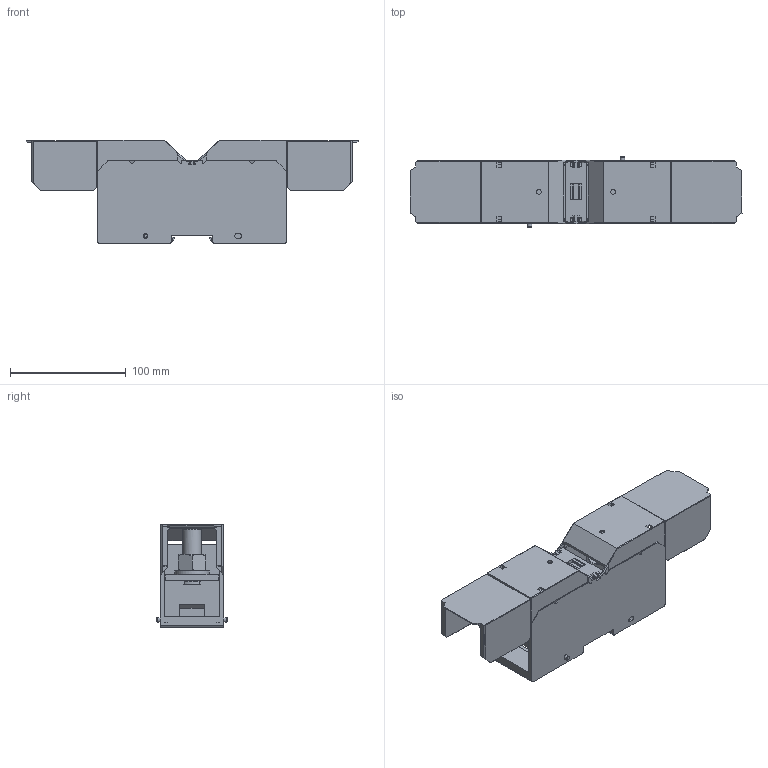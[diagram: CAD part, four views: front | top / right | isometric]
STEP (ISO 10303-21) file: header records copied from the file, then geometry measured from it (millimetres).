
FILE_DESCRIPTION(/* description */ ('Unknown'),/* implementation_level */ '2;1');
FILE_NAME(/* name */ 'SPT300_GY_3D',/* time_stamp */ '2019-09-21T15:23:32+06:00',/* author */ ('Unknown'),/* organization */ ('Unknown'),/* preprocessor_version */ 'ST-DEVELOPER v16.7',/* originating_system */ 'DEX',/* authorisation */ $);
FILE_SCHEMA (('AUTOMOTIVE_DESIGN {1 0 10303 214 3 1 1}'));
Products named in the file (1): SPT300
Bounding box: 286.8 x 61 x 89.8 mm (x, y, z)
Volume: 349335.9 mm3; surface area: 173325.3 mm2
Topology: 1 solids, 25 shells, 1925 faces, 5292 edges, 3489 vertices
Faces by surface type: plane 1594, cylinder 307, cone 20, torus 4
Full cylindrical faces by diameter (mm): 2.5 x2, 2.75 x2, 4 x4, 4.3 x4, 6 x2, 15 x2, 16 x4, 17 x2, 25.5 x2, 30 x2
Entity records: 73665 total; most frequent: CARTESIAN_POINT 10813, ORIENTED_EDGE 10444, DIRECTION 9687, EDGE_CURVE 5222, LINE 4521, VECTOR 4521, VERTEX_POINT 3461, AXIS2_PLACEMENT_3D 2583
